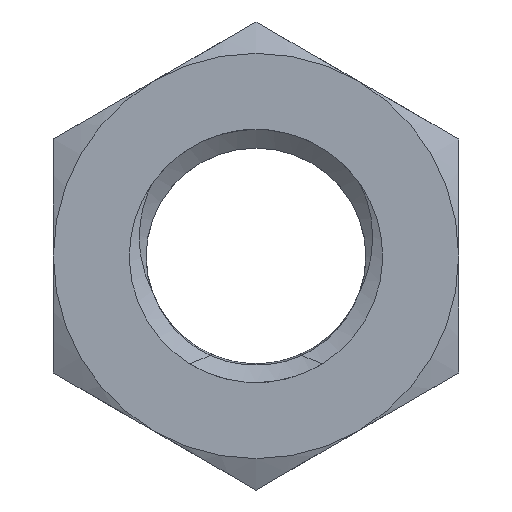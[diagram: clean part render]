
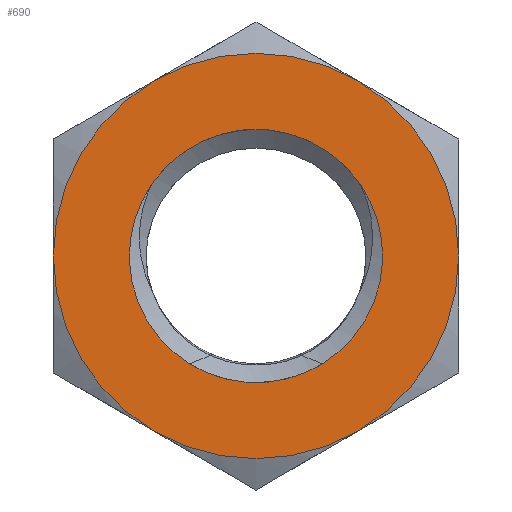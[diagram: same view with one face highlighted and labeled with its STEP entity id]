
A CAD part, front view. The second image highlights one B-rep face of the part: STEP entity #690.
In plain terms, the highlighted planar face has unit normal (0, -1, 0).
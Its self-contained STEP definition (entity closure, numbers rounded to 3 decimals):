
#27=PLANE($,#767);
#65=FACE_BOUND($,#195,.T.);
#127=FACE_OUTER_BOUND($,#194,.T.);
#194=EDGE_LOOP($,(#535,#536,#537,#538,#539,#540));
#195=EDGE_LOOP($,(#541,#542,#543,#544));
#243=CIRCLE($,#719,4.);
#253=CIRCLE($,#746,2.5);
#254=CIRCLE($,#748,2.5);
#259=CIRCLE($,#758,2.5);
#267=CIRCLE($,#768,4.);
#268=CIRCLE($,#769,4.);
#269=CIRCLE($,#770,4.);
#270=CIRCLE($,#771,4.);
#271=CIRCLE($,#772,4.);
#272=CIRCLE($,#773,2.5);
#277=VERTEX_POINT($,#983);
#278=VERTEX_POINT($,#984);
#308=VERTEX_POINT($,#1367);
#309=VERTEX_POINT($,#1374);
#310=VERTEX_POINT($,#1387);
#312=VERTEX_POINT($,#1403);
#327=VERTEX_POINT($,#1540);
#328=VERTEX_POINT($,#1542);
#329=VERTEX_POINT($,#1544);
#330=VERTEX_POINT($,#1546);
#345=EDGE_CURVE($,#277,#278,#243,.T.);
#377=EDGE_CURVE($,#309,#308,#253,.T.);
#379=EDGE_CURVE($,#310,#312,#254,.T.);
#396=EDGE_CURVE($,#312,#309,#259,.T.);
#404=EDGE_CURVE($,#278,#327,#267,.T.);
#405=EDGE_CURVE($,#327,#328,#268,.T.);
#406=EDGE_CURVE($,#328,#329,#269,.T.);
#407=EDGE_CURVE($,#329,#330,#270,.T.);
#408=EDGE_CURVE($,#330,#277,#271,.T.);
#409=EDGE_CURVE($,#308,#310,#272,.T.);
#535=ORIENTED_EDGE($,*,*,#345,.T.);
#536=ORIENTED_EDGE($,*,*,#404,.T.);
#537=ORIENTED_EDGE($,*,*,#405,.T.);
#538=ORIENTED_EDGE($,*,*,#406,.T.);
#539=ORIENTED_EDGE($,*,*,#407,.T.);
#540=ORIENTED_EDGE($,*,*,#408,.T.);
#541=ORIENTED_EDGE($,*,*,#409,.F.);
#542=ORIENTED_EDGE($,*,*,#377,.F.);
#543=ORIENTED_EDGE($,*,*,#396,.F.);
#544=ORIENTED_EDGE($,*,*,#379,.F.);
#690=ADVANCED_FACE($,(#127,#65),#27,.F.);
#719=AXIS2_PLACEMENT_3D($,#985,#806,#807);
#746=AXIS2_PLACEMENT_3D($,#1385,#860,#861);
#748=AXIS2_PLACEMENT_3D($,#1404,#864,#865);
#758=AXIS2_PLACEMENT_3D($,#1526,#884,#885);
#767=AXIS2_PLACEMENT_3D($,#1539,#902,#903);
#768=AXIS2_PLACEMENT_3D($,#1541,#904,#905);
#769=AXIS2_PLACEMENT_3D($,#1543,#906,#907);
#770=AXIS2_PLACEMENT_3D($,#1545,#908,#909);
#771=AXIS2_PLACEMENT_3D($,#1547,#910,#911);
#772=AXIS2_PLACEMENT_3D($,#1548,#912,#913);
#773=AXIS2_PLACEMENT_3D($,#1549,#914,#915);
#806=DIRECTION('center_axis',(0.,-1.,0.));
#807=DIRECTION('ref_axis',(0.,0.,-1.));
#860=DIRECTION('center_axis',(0.,-1.,0.));
#861=DIRECTION('ref_axis',(0.,0.,-1.));
#864=DIRECTION('center_axis',(0.,-1.,0.));
#865=DIRECTION('ref_axis',(0.,0.,-1.));
#884=DIRECTION('center_axis',(0.,-1.,0.));
#885=DIRECTION('ref_axis',(0.,0.,-1.));
#902=DIRECTION('center_axis',(0.,1.,0.));
#903=DIRECTION('ref_axis',(0.,0.,1.));
#904=DIRECTION('center_axis',(0.,-1.,0.));
#905=DIRECTION('ref_axis',(0.,0.,-1.));
#906=DIRECTION('center_axis',(0.,-1.,0.));
#907=DIRECTION('ref_axis',(0.,0.,-1.));
#908=DIRECTION('center_axis',(0.,-1.,0.));
#909=DIRECTION('ref_axis',(0.,0.,-1.));
#910=DIRECTION('center_axis',(0.,-1.,0.));
#911=DIRECTION('ref_axis',(0.,0.,-1.));
#912=DIRECTION('center_axis',(0.,-1.,0.));
#913=DIRECTION('ref_axis',(0.,0.,-1.));
#914=DIRECTION('center_axis',(0.,-1.,0.));
#915=DIRECTION('ref_axis',(0.,0.,-1.));
#983=CARTESIAN_POINT('',(2.,-2.,3.464));
#984=CARTESIAN_POINT('',(-2.,-2.,3.464));
#985=CARTESIAN_POINT('Origin',(0.,-2.,0.));
#1367=CARTESIAN_POINT('',(1.311,-2.,-2.129));
#1374=CARTESIAN_POINT('',(-1.311,-2.,-2.129));
#1385=CARTESIAN_POINT('Origin',(0.,-2.,0.));
#1387=CARTESIAN_POINT('',(2.049,-2.,1.432));
#1403=CARTESIAN_POINT('',(-2.049,-2.,1.432));
#1404=CARTESIAN_POINT('Origin',(0.,-2.,0.));
#1526=CARTESIAN_POINT('Origin',(0.,-2.,0.));
#1539=CARTESIAN_POINT('Origin',(0.,-2.,-4.619));
#1540=CARTESIAN_POINT('',(-4.,-2.,0.));
#1541=CARTESIAN_POINT('Origin',(0.,-2.,0.));
#1542=CARTESIAN_POINT('',(-2.,-2.,-3.464));
#1543=CARTESIAN_POINT('Origin',(0.,-2.,0.));
#1544=CARTESIAN_POINT('',(2.,-2.,-3.464));
#1545=CARTESIAN_POINT('Origin',(0.,-2.,0.));
#1546=CARTESIAN_POINT('',(4.,-2.,0.));
#1547=CARTESIAN_POINT('Origin',(0.,-2.,0.));
#1548=CARTESIAN_POINT('Origin',(0.,-2.,0.));
#1549=CARTESIAN_POINT('Origin',(0.,-2.,0.));
